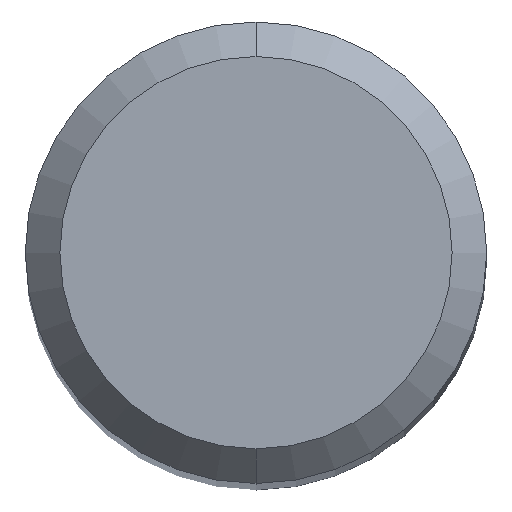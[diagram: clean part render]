
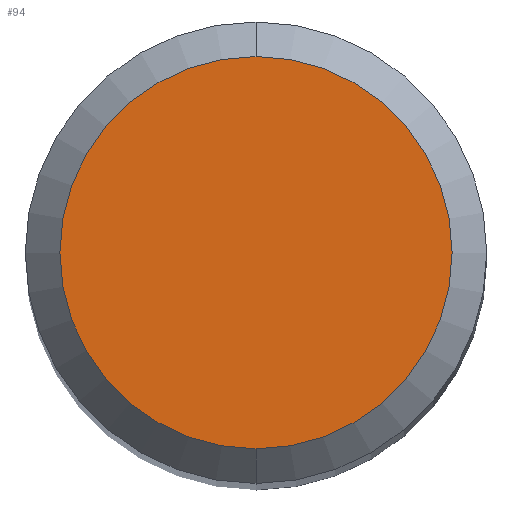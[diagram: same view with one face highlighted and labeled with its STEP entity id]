
A CAD part, top view. The second image highlights one B-rep face of the part: STEP entity #94.
In plain terms, the highlighted planar face has unit normal (0, 0, 1).
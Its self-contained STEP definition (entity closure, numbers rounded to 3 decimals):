
#94=ADVANCED_FACE('',(#235),#236,.T.);
#106=VERTEX_POINT('',#249);
#112=VERTEX_POINT('',#256);
#190=EDGE_CURVE('',#106,#112,#346,.T.);
#206=EDGE_CURVE('',#112,#106,#363,.T.);
#235=FACE_OUTER_BOUND('',#385,.T.);
#236=PLANE('',#386);
#249=CARTESIAN_POINT('',(0.,-1.7,0.0));
#256=CARTESIAN_POINT('',(0.0,1.7,0.0));
#346=CIRCLE('',#522,1.7);
#363=CIRCLE('',#545,1.7);
#385=EDGE_LOOP('',(#560,#561));
#386=AXIS2_PLACEMENT_3D('',#562,#563,#564);
#522=AXIS2_PLACEMENT_3D('',#699,#700,#701);
#545=AXIS2_PLACEMENT_3D('',#720,#721,#722);
#560=ORIENTED_EDGE('',*,*,#206,.F.);
#561=ORIENTED_EDGE('',*,*,#190,.F.);
#562=CARTESIAN_POINT('',(0.0,0.85,0.0));
#563=DIRECTION('',(-0.0,0.0,1.0));
#564=DIRECTION('',(0.0,-1.0,0.0));
#699=CARTESIAN_POINT('',(0.0,0.0,0.0));
#700=DIRECTION('',(0.0,0.0,-1.0));
#701=DIRECTION('',(0.0,1.0,0.0));
#720=CARTESIAN_POINT('',(0.0,0.0,0.0));
#721=DIRECTION('',(0.0,0.0,-1.0));
#722=DIRECTION('',(0.0,1.0,0.0));
